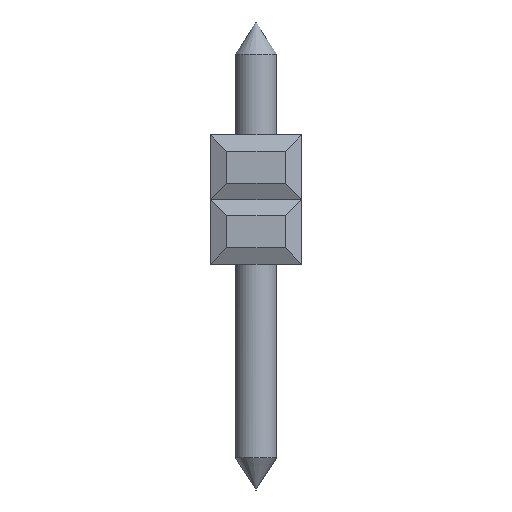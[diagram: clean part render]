
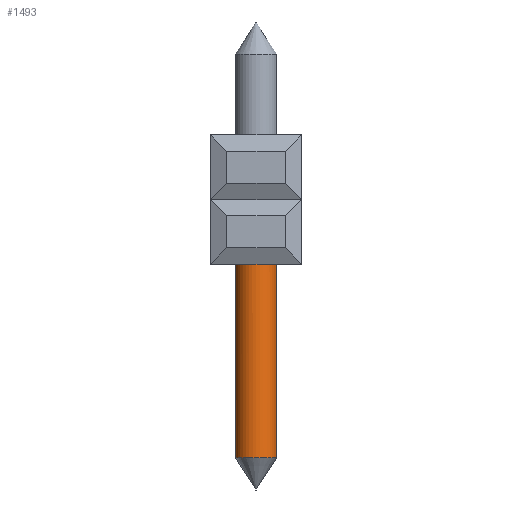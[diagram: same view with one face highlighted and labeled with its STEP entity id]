
A CAD part, left-side view. The second image highlights one B-rep face of the part: STEP entity #1493.
In plain terms, the highlighted cylindrical face has radius 0.65 mm (diameter 1.3 mm), a full revolution.
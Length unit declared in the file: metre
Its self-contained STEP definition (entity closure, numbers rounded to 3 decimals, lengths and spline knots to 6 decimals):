
#1493=ADVANCED_FACE('',(#3270,#3271),#3272,.T.);
#3270=FACE_OUTER_BOUND('',#5267,.T.);
#3271=FACE_OUTER_BOUND('',#5268,.T.);
#3272=CYLINDRICAL_SURFACE('',#5269,0.00065);
#5267=EDGE_LOOP('',(#9600));
#5268=EDGE_LOOP('',(#9601));
#5269=AXIS2_PLACEMENT_3D('',#9602,#9603,#9604);
#9600=ORIENTED_EDGE('',*,*,#12776,.F.);
#9601=ORIENTED_EDGE('',*,*,#12887,.F.);
#9602=CARTESIAN_POINT('',(0.02565,-0.03326,0.0005));
#9603=DIRECTION('',(0.0,0.,-1.0));
#9604=DIRECTION('',(-1.0,0.0,0.0));
#12776=EDGE_CURVE('',#15613,#15613,#15614,.T.);
#12887=EDGE_CURVE('',#15740,#15740,#15741,.T.);
#15613=VERTEX_POINT('',#19636);
#15614=CIRCLE('',#19637,0.00065);
#15740=VERTEX_POINT('',#19828);
#15741=CIRCLE('',#19829,0.00065);
#19636=CARTESIAN_POINT('',(0.02565,-0.03391,-0.0038));
#19637=AXIS2_PLACEMENT_3D('',#21640,#21641,#21642);
#19828=CARTESIAN_POINT('',(0.02604,-0.03274,-0.01));
#19829=AXIS2_PLACEMENT_3D('',#21717,#21718,#21719);
#21640=CARTESIAN_POINT('',(0.02565,-0.03326,-0.0038));
#21641=DIRECTION('',(0.0,0.,1.0));
#21642=DIRECTION('',(0.0,-1.0,0.));
#21717=CARTESIAN_POINT('',(0.02565,-0.03326,-0.01));
#21718=DIRECTION('',(0.,0.,-1.0));
#21719=DIRECTION('',(0.6,0.8,0.));
